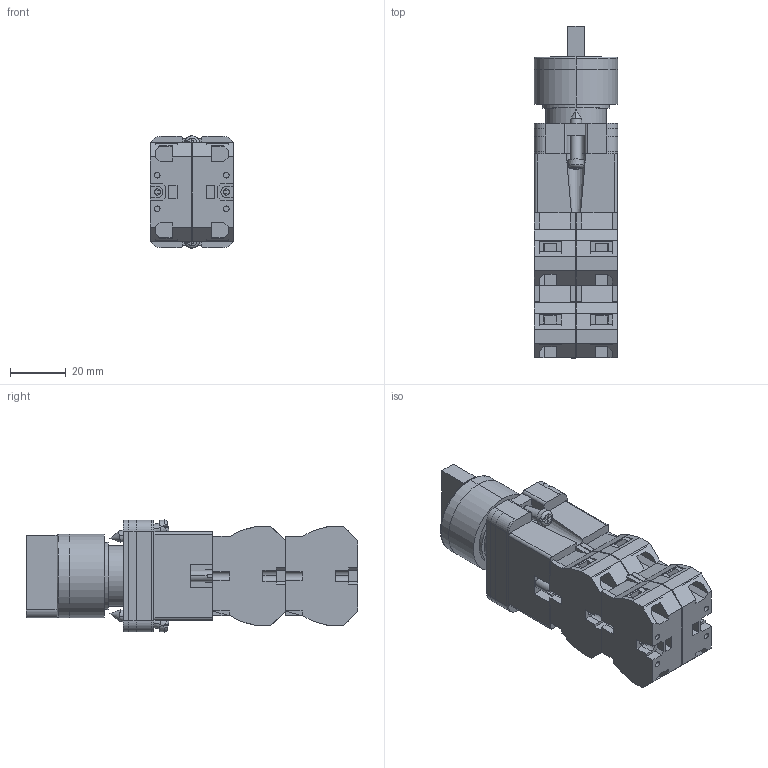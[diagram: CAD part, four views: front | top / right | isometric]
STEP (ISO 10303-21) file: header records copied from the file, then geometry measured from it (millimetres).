
FILE_DESCRIPTION (( 'STEP AP214' ), '1' );
FILE_NAME ('GCX3261-24L.step', '2016-06-20T21:16:27', ( '' ), ( '' ), 'SwSTEP 2.0', 'SolidWorks 2016', '' );
FILE_SCHEMA (( 'AUTOMOTIVE_DESIGN' ));
Length unit declared in the file: inch
Products named in the file (6): ecx1030; ECX1050; GCX3261L OPERATOR; ecx1040; ECX3029-2; GCX3261-24L
Assembly tree (7 placements, depth 2):
  GCX3261-24L
    ECX3029-2
    ecx1040  x2
    GCX3261L OPERATOR
    ECX1050
    ecx1030  x2
Bounding box: 29.91 x 118.79 x 40.16 mm (x, y, z)
Volume: 77856.1 mm3; surface area: 38203.2 mm2
Topology: 11 solids, 11 shells, 724 faces, 1974 edges, 1304 vertices
Faces by surface type: plane 488, cylinder 193, torus 26, cone 17
Entity records: 17773 total; most frequent: CARTESIAN_POINT 3164, DIRECTION 2932, ORIENTED_EDGE 2912, EDGE_CURVE 1456, VECTOR 996, LINE 996, AXIS2_PLACEMENT_3D 968, VERTEX_POINT 964
